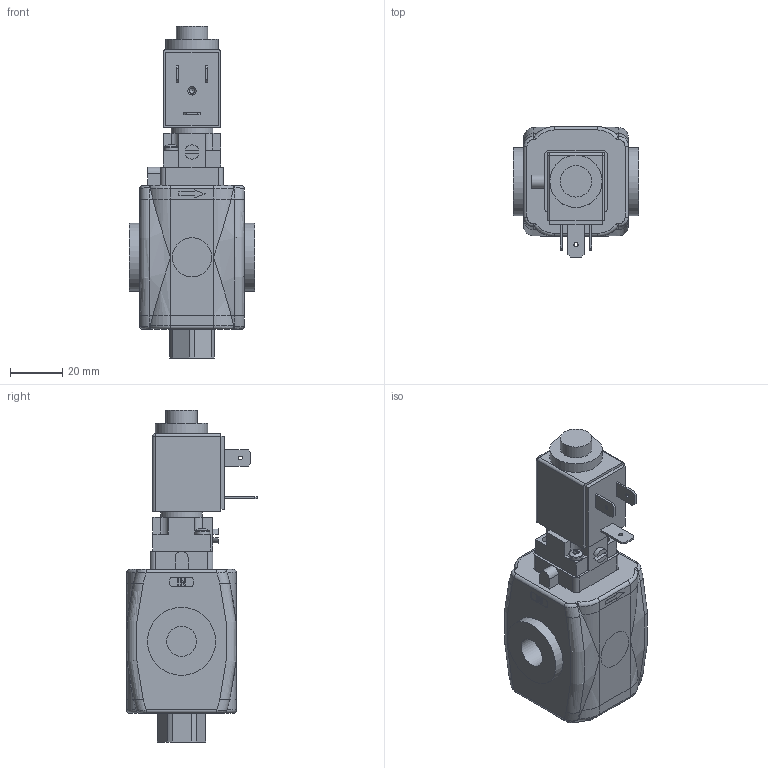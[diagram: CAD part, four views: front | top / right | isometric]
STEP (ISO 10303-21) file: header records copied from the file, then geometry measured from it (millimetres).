
FILE_DESCRIPTION((''),'2;1');
FILE_NAME('#171BVEB#.iam.step','2010-08-23T14:21:57',(''),(''),'Autodesk Inventor 2010','Autodesk Inventor 2010','');
FILE_SCHEMA(('AUTOMOTIVE_DESIGN { 1 0 10303 214 1 1 1 1 }'));
Length unit declared in the file: millimetre
Products named in the file (5): #171BVEB#; #171BVE; M2; VAPTRX3x12; MB
Assembly tree (5 placements, depth 2):
  #171BVEB#
    #171BVE
    M2
    VAPTRX3x12  x2
    MB
Bounding box: 48 x 50 x 127 mm (x, y, z)
Volume: 123426.6 mm3; surface area: 24864.5 mm2
Topology: 5 solids, 5 shells, 403 faces, 962 edges, 602 vertices
Faces by surface type: plane 179, cylinder 116, bspline 78, torus 24, sphere 4, cone 2
Full cylindrical faces by diameter (mm): 2 x1, 3 x2, 5.5 x2, 8 x1, 8.2 x1, 10 x1, 10.2 x1, 11.445 x1, 12 x1, 16 x2, 16.2 x1, 20 x1, 26 x1
Entity records: 11650 total; most frequent: CARTESIAN_POINT 3350, ORIENTED_EDGE 1654, DIRECTION 1570, EDGE_CURVE 827, VERTEX_POINT 541, AXIS2_PLACEMENT_3D 533, VECTOR 504, LINE 504
